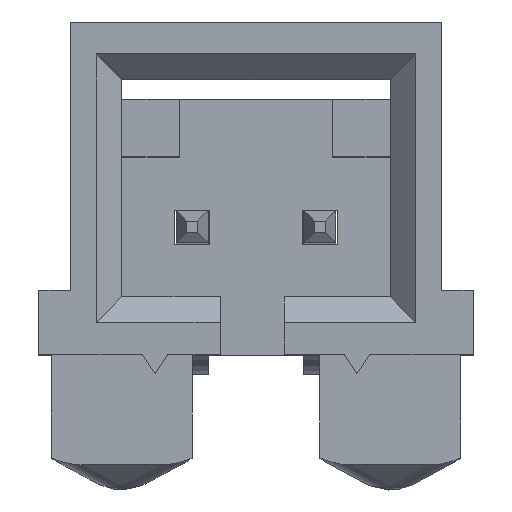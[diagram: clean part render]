
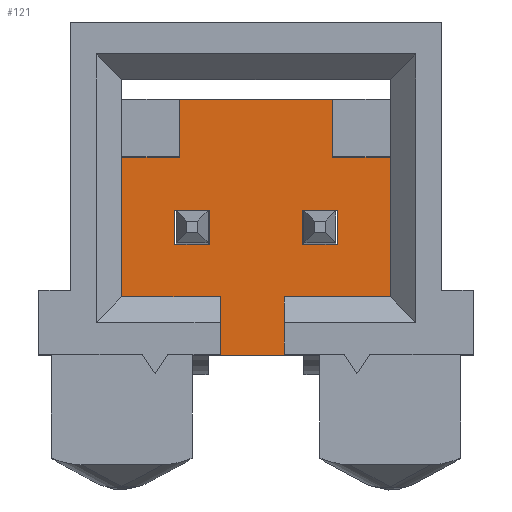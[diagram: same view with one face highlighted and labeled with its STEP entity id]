
A CAD part, top view. The second image highlights one B-rep face of the part: STEP entity #121.
In plain terms, the highlighted planar face has unit normal (0, 0, 1).
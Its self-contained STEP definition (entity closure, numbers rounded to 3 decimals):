
#121=ADVANCED_FACE('',(#315,#316,#317),#318,.T.);
#315=FACE_OUTER_BOUND('',#664,.T.);
#316=FACE_BOUND('',#665,.T.);
#317=FACE_BOUND('',#666,.T.);
#318=PLANE('',#667);
#664=EDGE_LOOP('',(#1284,#1285,#1286,#1287,#1288,#1289,#1290,#1291,#1292,#1293,#1294,#1295));
#665=EDGE_LOOP('',(#1296,#1297,#1298,#1299));
#666=EDGE_LOOP('',(#1300,#1301,#1302,#1303));
#667=AXIS2_PLACEMENT_3D('',#1304,#1305,#1306);
#1284=ORIENTED_EDGE('',*,*,#2293,.T.);
#1285=ORIENTED_EDGE('',*,*,#2294,.T.);
#1286=ORIENTED_EDGE('',*,*,#2295,.F.);
#1287=ORIENTED_EDGE('',*,*,#2296,.T.);
#1288=ORIENTED_EDGE('',*,*,#2297,.T.);
#1289=ORIENTED_EDGE('',*,*,#2298,.T.);
#1290=ORIENTED_EDGE('',*,*,#2299,.T.);
#1291=ORIENTED_EDGE('',*,*,#2300,.T.);
#1292=ORIENTED_EDGE('',*,*,#2301,.T.);
#1293=ORIENTED_EDGE('',*,*,#2223,.F.);
#1294=ORIENTED_EDGE('',*,*,#2292,.F.);
#1295=ORIENTED_EDGE('',*,*,#2302,.T.);
#1296=ORIENTED_EDGE('',*,*,#2303,.F.);
#1297=ORIENTED_EDGE('',*,*,#2304,.T.);
#1298=ORIENTED_EDGE('',*,*,#2305,.T.);
#1299=ORIENTED_EDGE('',*,*,#2306,.F.);
#1300=ORIENTED_EDGE('',*,*,#2307,.F.);
#1301=ORIENTED_EDGE('',*,*,#2185,.T.);
#1302=ORIENTED_EDGE('',*,*,#2308,.T.);
#1303=ORIENTED_EDGE('',*,*,#2193,.F.);
#1304=CARTESIAN_POINT('',(-3.683,2.54,-3.175));
#1305=DIRECTION('',(0.0,0.0,1.0));
#1306=DIRECTION('',(1.0,0.0,0.0));
#2185=EDGE_CURVE('',#2625,#2623,#2626,.T.);
#2193=EDGE_CURVE('',#2637,#2639,#2640,.T.);
#2223=EDGE_CURVE('',#2689,#2691,#2692,.T.);
#2292=EDGE_CURVE('',#2807,#2689,#2809,.T.);
#2293=EDGE_CURVE('',#2810,#2811,#2812,.T.);
#2294=EDGE_CURVE('',#2811,#2813,#2814,.T.);
#2295=EDGE_CURVE('',#2815,#2813,#2816,.T.);
#2296=EDGE_CURVE('',#2815,#2817,#2818,.T.);
#2297=EDGE_CURVE('',#2817,#2819,#2820,.T.);
#2298=EDGE_CURVE('',#2819,#2821,#2822,.T.);
#2299=EDGE_CURVE('',#2821,#2823,#2824,.T.);
#2300=EDGE_CURVE('',#2823,#2825,#2826,.T.);
#2301=EDGE_CURVE('',#2825,#2691,#2827,.T.);
#2302=EDGE_CURVE('',#2807,#2810,#2828,.T.);
#2303=EDGE_CURVE('',#2829,#2830,#2831,.T.);
#2304=EDGE_CURVE('',#2829,#2832,#2833,.T.);
#2305=EDGE_CURVE('',#2832,#2834,#2835,.T.);
#2306=EDGE_CURVE('',#2830,#2834,#2836,.T.);
#2307=EDGE_CURVE('',#2625,#2637,#2837,.T.);
#2308=EDGE_CURVE('',#2623,#2639,#2838,.T.);
#2623=VERTEX_POINT('',#3280);
#2625=VERTEX_POINT('',#3283);
#2626=LINE('',#3284,#3285);
#2637=VERTEX_POINT('',#3300);
#2639=VERTEX_POINT('',#3303);
#2640=LINE('',#3304,#3305);
#2689=VERTEX_POINT('',#3382);
#2691=VERTEX_POINT('',#3385);
#2692=LINE('',#3386,#3387);
#2807=VERTEX_POINT('',#3602);
#2809=LINE('',#3605,#3606);
#2810=VERTEX_POINT('',#3607);
#2811=VERTEX_POINT('',#3608);
#2812=LINE('',#3609,#3610);
#2813=VERTEX_POINT('',#3611);
#2814=LINE('',#3612,#3613);
#2815=VERTEX_POINT('',#3614);
#2816=LINE('',#3615,#3616);
#2817=VERTEX_POINT('',#3617);
#2818=LINE('',#3618,#3619);
#2819=VERTEX_POINT('',#3620);
#2820=LINE('',#3621,#3622);
#2821=VERTEX_POINT('',#3623);
#2822=LINE('',#3624,#3625);
#2823=VERTEX_POINT('',#3626);
#2824=LINE('',#3627,#3628);
#2825=VERTEX_POINT('',#3629);
#2826=LINE('',#3630,#3631);
#2827=LINE('',#3632,#3633);
#2828=LINE('',#3634,#3635);
#2829=VERTEX_POINT('',#3636);
#2830=VERTEX_POINT('',#3637);
#2831=LINE('',#3638,#3639);
#2832=VERTEX_POINT('',#3640);
#2833=LINE('',#3641,#3642);
#2834=VERTEX_POINT('',#3643);
#2835=LINE('',#3644,#3645);
#2836=LINE('',#3646,#3647);
#2837=LINE('',#3648,#3649);
#2838=LINE('',#3650,#3651);
#3280=CARTESIAN_POINT('',(-1.613,0.343,-3.175));
#3283=CARTESIAN_POINT('',(-1.613,-0.343,-3.175));
#3284=CARTESIAN_POINT('',(-1.613,-0.343,-3.175));
#3285=VECTOR('',#4259,0.686);
#3300=CARTESIAN_POINT('',(-0.927,-0.343,-3.175));
#3303=CARTESIAN_POINT('',(-0.927,0.343,-3.175));
#3304=CARTESIAN_POINT('',(-0.927,-0.343,-3.175));
#3305=VECTOR('',#4271,0.686);
#3382=CARTESIAN_POINT('',(0.559,-2.54,-3.175));
#3385=CARTESIAN_POINT('',(-0.711,-2.54,-3.175));
#3386=CARTESIAN_POINT('',(0.559,-2.54,-3.175));
#3387=VECTOR('',#4301,1.27);
#3602=CARTESIAN_POINT('',(0.559,-1.397,-3.175));
#3605=CARTESIAN_POINT('',(0.559,-1.397,-3.175));
#3606=VECTOR('',#4364,1.143);
#3607=CARTESIAN_POINT('',(2.667,-1.397,-3.175));
#3608=CARTESIAN_POINT('',(2.667,1.397,-3.175));
#3609=CARTESIAN_POINT('',(2.667,-1.397,-3.175));
#3610=VECTOR('',#4365,2.794);
#3611=CARTESIAN_POINT('',(1.524,1.397,-3.175));
#3612=CARTESIAN_POINT('',(2.667,1.397,-3.175));
#3613=VECTOR('',#4366,1.143);
#3614=CARTESIAN_POINT('',(1.524,2.54,-3.175));
#3615=CARTESIAN_POINT('',(1.524,2.54,-3.175));
#3616=VECTOR('',#4367,1.143);
#3617=CARTESIAN_POINT('',(-1.524,2.54,-3.175));
#3618=CARTESIAN_POINT('',(1.524,2.54,-3.175));
#3619=VECTOR('',#4368,3.048);
#3620=CARTESIAN_POINT('',(-1.524,1.397,-3.175));
#3621=CARTESIAN_POINT('',(-1.524,2.54,-3.175));
#3622=VECTOR('',#4369,1.143);
#3623=CARTESIAN_POINT('',(-2.667,1.397,-3.175));
#3624=CARTESIAN_POINT('',(-1.524,1.397,-3.175));
#3625=VECTOR('',#4370,1.143);
#3626=CARTESIAN_POINT('',(-2.667,-1.397,-3.175));
#3627=CARTESIAN_POINT('',(-2.667,1.397,-3.175));
#3628=VECTOR('',#4371,2.794);
#3629=CARTESIAN_POINT('',(-0.711,-1.397,-3.175));
#3630=CARTESIAN_POINT('',(-2.667,-1.397,-3.175));
#3631=VECTOR('',#4372,1.956);
#3632=CARTESIAN_POINT('',(-0.711,-1.397,-3.175));
#3633=VECTOR('',#4373,1.143);
#3634=CARTESIAN_POINT('',(0.559,-1.397,-3.175));
#3635=VECTOR('',#4374,2.108);
#3636=CARTESIAN_POINT('',(0.927,-0.343,-3.175));
#3637=CARTESIAN_POINT('',(1.613,-0.343,-3.175));
#3638=CARTESIAN_POINT('',(0.927,-0.343,-3.175));
#3639=VECTOR('',#4375,0.686);
#3640=CARTESIAN_POINT('',(0.927,0.343,-3.175));
#3641=CARTESIAN_POINT('',(0.927,-0.343,-3.175));
#3642=VECTOR('',#4376,0.686);
#3643=CARTESIAN_POINT('',(1.613,0.343,-3.175));
#3644=CARTESIAN_POINT('',(0.927,0.343,-3.175));
#3645=VECTOR('',#4377,0.686);
#3646=CARTESIAN_POINT('',(1.613,-0.343,-3.175));
#3647=VECTOR('',#4378,0.686);
#3648=CARTESIAN_POINT('',(-1.613,-0.343,-3.175));
#3649=VECTOR('',#4379,0.686);
#3650=CARTESIAN_POINT('',(-1.613,0.343,-3.175));
#3651=VECTOR('',#4380,0.686);
#4259=DIRECTION('',(0.0,1.0,0.0));
#4271=DIRECTION('',(0.0,1.0,0.0));
#4301=DIRECTION('',(-1.0,0.0,0.0));
#4364=DIRECTION('',(0.0,-1.0,0.0));
#4365=DIRECTION('',(0.0,1.0,0.0));
#4366=DIRECTION('',(-1.0,0.0,0.0));
#4367=DIRECTION('',(0.0,-1.0,0.0));
#4368=DIRECTION('',(-1.0,0.0,0.0));
#4369=DIRECTION('',(0.0,-1.0,0.0));
#4370=DIRECTION('',(-1.0,0.0,0.0));
#4371=DIRECTION('',(0.0,-1.0,0.0));
#4372=DIRECTION('',(1.0,0.0,0.0));
#4373=DIRECTION('',(0.0,-1.0,0.0));
#4374=DIRECTION('',(1.0,0.0,0.0));
#4375=DIRECTION('',(1.0,0.0,0.0));
#4376=DIRECTION('',(0.0,1.0,0.0));
#4377=DIRECTION('',(1.0,0.0,0.0));
#4378=DIRECTION('',(0.0,1.0,0.0));
#4379=DIRECTION('',(1.0,0.0,0.0));
#4380=DIRECTION('',(1.0,0.0,0.0));
